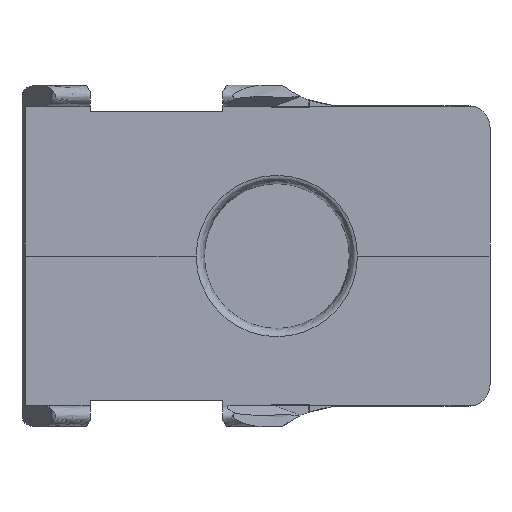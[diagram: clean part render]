
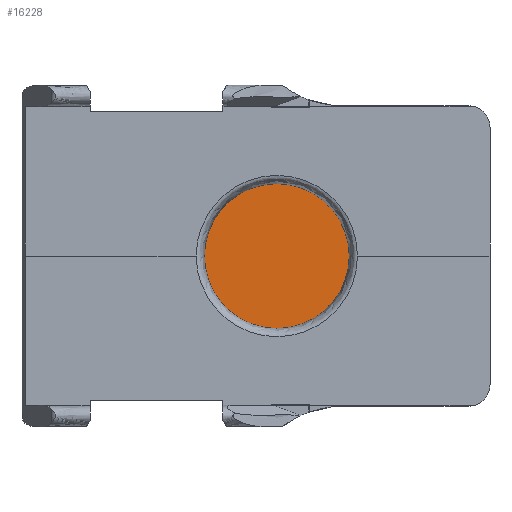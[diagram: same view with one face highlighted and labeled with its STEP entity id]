
A CAD part, top view. The second image highlights one B-rep face of the part: STEP entity #16228.
In plain terms, the highlighted planar face has unit normal (0, 0, 1).
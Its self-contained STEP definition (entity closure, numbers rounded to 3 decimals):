
#7526 = CYLINDRICAL_SURFACE('',#7527,13.25);
#7527 = AXIS2_PLACEMENT_3D('',#7528,#7529,#7530);
#7528 = CARTESIAN_POINT('',(4.,0.,-3.));
#7529 = DIRECTION('',(0.,0.,-1.));
#7530 = DIRECTION('',(1.,0.,0.));
#14053 = VERTEX_POINT('',#14054);
#14054 = CARTESIAN_POINT('',(17.25,0.,-7.));
#14075 = EDGE_CURVE('',#14053,#14053,#14076,.T.);
#14076 = SURFACE_CURVE('',#14077,(#14082,#14089),.PCURVE_S1.);
#14077 = CIRCLE('',#14078,13.25);
#14078 = AXIS2_PLACEMENT_3D('',#14079,#14080,#14081);
#14079 = CARTESIAN_POINT('',(4.,0.,-7.));
#14080 = DIRECTION('',(0.,0.,1.));
#14081 = DIRECTION('',(1.,0.,0.));
#14082 = PCURVE('',#7526,#14083);
#14083 = DEFINITIONAL_REPRESENTATION('',(#14084),#14088);
#14084 = LINE('',#14085,#14086);
#14085 = CARTESIAN_POINT('',(-0.,4.));
#14086 = VECTOR('',#14087,1.);
#14087 = DIRECTION('',(-1.,0.));
#14088 = ( GEOMETRIC_REPRESENTATION_CONTEXT(2) 
PARAMETRIC_REPRESENTATION_CONTEXT() REPRESENTATION_CONTEXT('2D SPACE',''
  ) );
#14089 = PCURVE('',#14090,#14095);
#14090 = PLANE('',#14091);
#14091 = AXIS2_PLACEMENT_3D('',#14092,#14093,#14094);
#14092 = CARTESIAN_POINT('',(4.,0.,-7.));
#14093 = DIRECTION('',(0.,0.,-1.));
#14094 = DIRECTION('',(-1.,-0.,-0.));
#14095 = DEFINITIONAL_REPRESENTATION('',(#14096),#14104);
#14096 = ( BOUNDED_CURVE() B_SPLINE_CURVE(2,(#14097,#14098,#14099,#14100
    ,#14101,#14102,#14103),.UNSPECIFIED.,.T.,.F.) 
B_SPLINE_CURVE_WITH_KNOTS((1,2,2,2,2,1),(-2.094,0.,
    2.094,4.189,6.283,8.378),
.UNSPECIFIED.) CURVE() GEOMETRIC_REPRESENTATION_ITEM() 
RATIONAL_B_SPLINE_CURVE((1.,0.5,1.,0.5,1.,0.5,1.)) REPRESENTATION_ITEM(
  '') );
#14097 = CARTESIAN_POINT('',(-13.25,0.));
#14098 = CARTESIAN_POINT('',(-13.25,22.95));
#14099 = CARTESIAN_POINT('',(6.625,11.475));
#14100 = CARTESIAN_POINT('',(26.5,0.));
#14101 = CARTESIAN_POINT('',(6.625,-11.475));
#14102 = CARTESIAN_POINT('',(-13.25,-22.95));
#14103 = CARTESIAN_POINT('',(-13.25,0.));
#14104 = ( GEOMETRIC_REPRESENTATION_CONTEXT(2) 
PARAMETRIC_REPRESENTATION_CONTEXT() REPRESENTATION_CONTEXT('2D SPACE',''
  ) );
#16228 = ADVANCED_FACE('',(#16229),#14090,.F.);
#16229 = FACE_BOUND('',#16230,.T.);
#16230 = EDGE_LOOP('',(#16231));
#16231 = ORIENTED_EDGE('',*,*,#14075,.T.);
